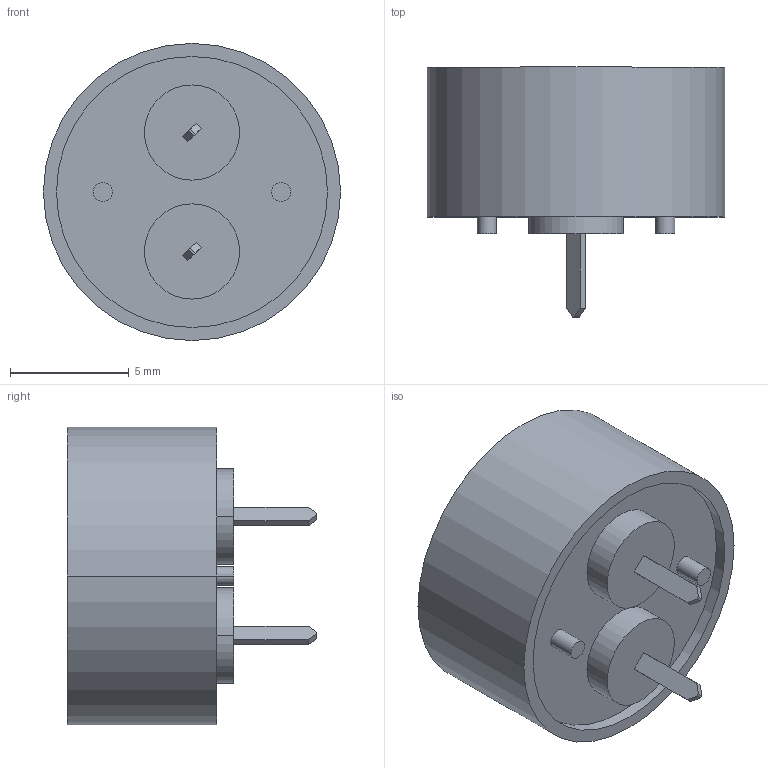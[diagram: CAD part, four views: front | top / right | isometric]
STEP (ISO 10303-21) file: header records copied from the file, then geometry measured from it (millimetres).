
FILE_DESCRIPTION (( 'STEP AP214' ), '1' );
FILE_NAME ('Same_Sky_CPT-1207-3TH.step', '2025-09-08T19:44:48', ( '' ), ( '' ), 'SwSTEP 2.0', 'SolidWorks 2025', '' );
FILE_SCHEMA (( 'AUTOMOTIVE_DESIGN' ));
Length unit declared in the file: millimetre
Products named in the file (1): Same_Sky_CPT-1207-3TH
Bounding box: 12.5 x 10.5 x 12.5 mm (x, y, z)
Volume: 739.7 mm3; surface area: 591.9 mm2
Topology: 1 solids, 1 shells, 39 faces, 84 edges, 56 vertices
Faces by surface type: plane 23, cylinder 16
Entity records: 1093 total; most frequent: DIRECTION 196, CARTESIAN_POINT 180, ORIENTED_EDGE 168, EDGE_CURVE 84, AXIS2_PLACEMENT_3D 72, VERTEX_POINT 56, LINE 52, VECTOR 52
